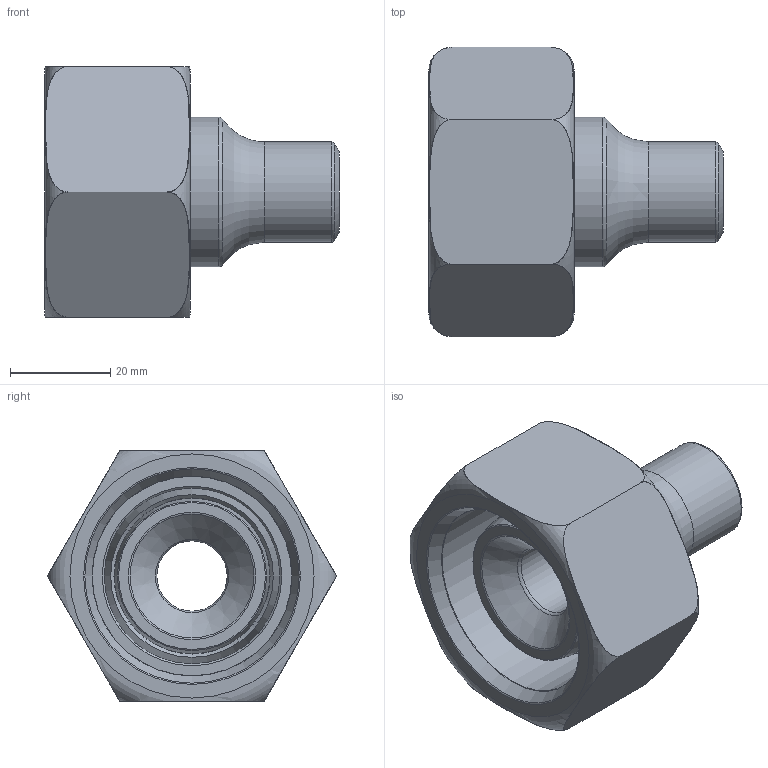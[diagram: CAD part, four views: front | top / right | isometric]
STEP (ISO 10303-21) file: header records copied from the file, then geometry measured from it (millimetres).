
FILE_DESCRIPTION(/* description */ (''),/* implementation_level */ '2;1');
FILE_NAME(/* name */ 'ARKM30-20.stp',/* time_stamp */ '2023-06-22T14:09:56+02:00',/* author */ (''),/* organization */ (''),/* preprocessor_version */ 'ST-DEVELOPER v16',/* originating_system */ 'SIEMENS PLM Software NX 10.0',/* authorisation */ '');
FILE_SCHEMA (('AP203_CONFIGURATION_CONTROLLED_3D_DESIGN_OF_MECHANICAL_PARTS_AND_ASSEMBLIES_MIM_LF { 1 0 10303 403 2 1 2}'));
Length unit declared in the file: millimetre
Products named in the file (1): nwer2E4415D9n35b
Bounding box: 58.78 x 57.73 x 50 mm (x, y, z)
Surface area: 18677.1 mm2 (no closed solid volume)
Topology: 0 solids, 144 shells, 144 faces, 715 edges, 687 vertices
Faces by surface type: plane 97, extrusion 13, cylinder 12, torus 11, cone 10, revolution 1
Full cylindrical faces by diameter (mm): 14.045 x1, 20 x1, 29.909 x1, 30.225 x1, 35 x1, 39.84 x1
Entity records: 8323 total; most frequent: CARTESIAN_POINT 3482, VERTEX_POINT 675, ORIENTED_EDGE 674, EDGE_CURVE 674, DIRECTION 654, B_SPLINE_CURVE_WITH_KNOTS 397, AXIS2_PLACEMENT_3D 218, VECTOR 217
